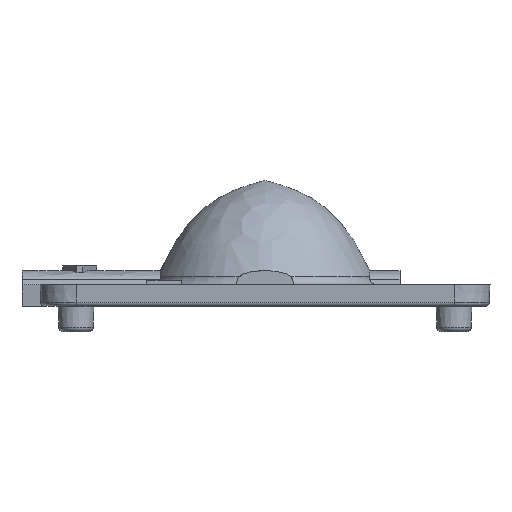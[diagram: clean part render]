
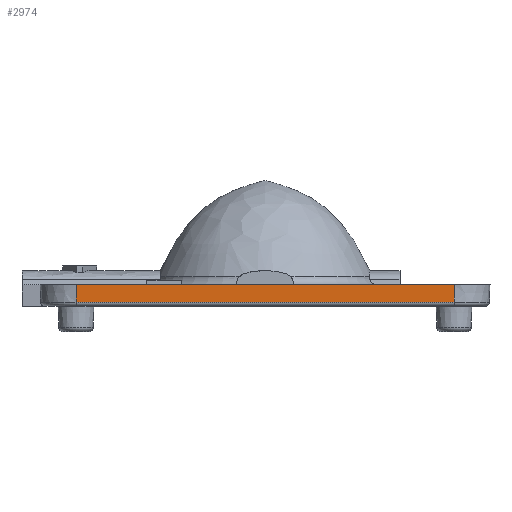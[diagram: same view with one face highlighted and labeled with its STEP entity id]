
A CAD part, front view. The second image highlights one B-rep face of the part: STEP entity #2974.
In plain terms, the highlighted planar face has unit normal (0, -0.999, -0.035).
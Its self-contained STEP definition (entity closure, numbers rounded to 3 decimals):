
#34 = CARTESIAN_POINT ( 'NONE',  ( -10.5, -12.5, 1.2 ) ) ;
#268 = DIRECTION ( 'NONE',  ( 1., 0., 0. ) ) ;
#419 = EDGE_CURVE ( 'NONE', #1481, #4812, #4315, .T. ) ;
#473 = FACE_OUTER_BOUND ( 'NONE', #1730, .T. ) ;
#624 = EDGE_CURVE ( 'NONE', #1481, #3099, #4384, .T. ) ;
#798 = VECTOR ( 'NONE', #268, 1000. ) ;
#1073 = ORIENTED_EDGE ( 'NONE', *, *, #2057, .T. ) ;
#1176 = CARTESIAN_POINT ( 'NONE',  ( 0., -12.5, 1.2 ) ) ;
#1218 = VERTEX_POINT ( 'NONE', #2543 ) ;
#1481 = VERTEX_POINT ( 'NONE', #4131 ) ;
#1494 = DIRECTION ( 'NONE',  ( 0., -0.035, 0.999 ) ) ;
#1600 = VECTOR ( 'NONE', #3935, 1000. ) ;
#1617 = DIRECTION ( 'NONE',  ( 0., -0.035, 0.999 ) ) ;
#1653 = ORIENTED_EDGE ( 'NONE', *, *, #624, .T. ) ;
#1730 = EDGE_LOOP ( 'NONE', ( #3833, #1653, #1073, #5318 ) ) ;
#2057 = EDGE_CURVE ( 'NONE', #3099, #1218, #4032, .T. ) ;
#2076 = DIRECTION ( 'NONE',  ( 0., -0.999, -0.035 ) ) ;
#2543 = CARTESIAN_POINT ( 'NONE',  ( 10.5, -12.5, 1.2 ) ) ;
#2831 = CARTESIAN_POINT ( 'NONE',  ( -10.5, -12.5, 1.2 ) ) ;
#2974 = ADVANCED_FACE ( 'NONE', ( #473 ), #5639, .T. ) ;
#3080 = LINE ( 'NONE', #34, #1600 ) ;
#3099 = VERTEX_POINT ( 'NONE', #4909 ) ;
#3215 = EDGE_CURVE ( 'NONE', #4812, #1218, #3080, .T. ) ;
#3412 = CARTESIAN_POINT ( 'NONE',  ( 10.5, -12.467, 0.241 ) ) ;
#3833 = ORIENTED_EDGE ( 'NONE', *, *, #419, .F. ) ;
#3846 = CARTESIAN_POINT ( 'NONE',  ( 10.5, -12.5, 1.2 ) ) ;
#3880 = VECTOR ( 'NONE', #1494, 1000. ) ;
#3935 = DIRECTION ( 'NONE',  ( 1., 0., 0. ) ) ;
#4032 = LINE ( 'NONE', #3846, #5094 ) ;
#4131 = CARTESIAN_POINT ( 'NONE',  ( -10.5, -12.467, 0.241 ) ) ;
#4315 = LINE ( 'NONE', #2831, #3880 ) ;
#4384 = LINE ( 'NONE', #3412, #798 ) ;
#4812 = VERTEX_POINT ( 'NONE', #5432 ) ;
#4909 = CARTESIAN_POINT ( 'NONE',  ( 10.5, -12.467, 0.241 ) ) ;
#5094 = VECTOR ( 'NONE', #1617, 1000. ) ;
#5213 = DIRECTION ( 'NONE',  ( 0., 0.035, -0.999 ) ) ;
#5318 = ORIENTED_EDGE ( 'NONE', *, *, #3215, .F. ) ;
#5383 = AXIS2_PLACEMENT_3D ( 'NONE', #1176, #2076, #5213 ) ;
#5432 = CARTESIAN_POINT ( 'NONE',  ( -10.5, -12.5, 1.2 ) ) ;
#5639 = PLANE ( 'NONE',  #5383 ) ;
